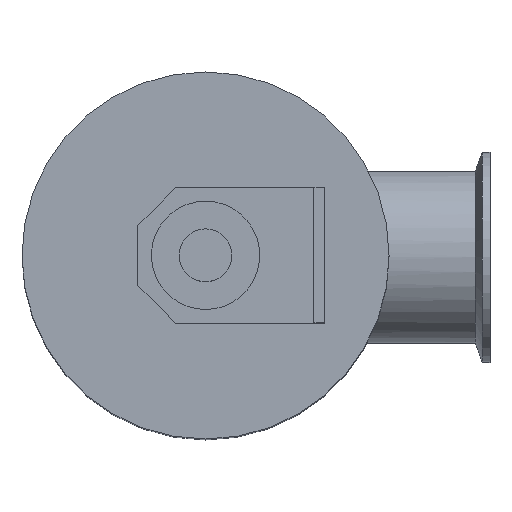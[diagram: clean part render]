
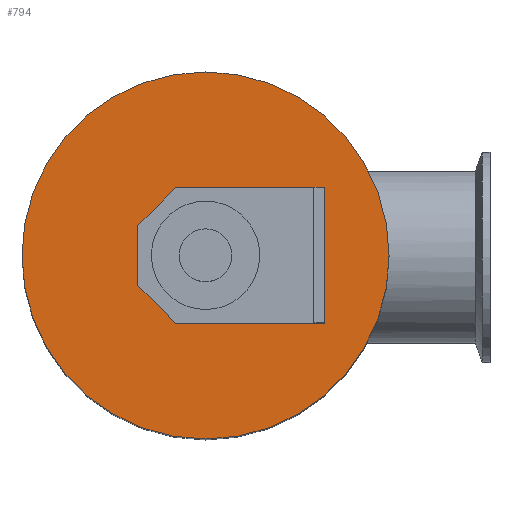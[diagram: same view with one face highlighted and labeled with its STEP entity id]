
A CAD part, top view. The second image highlights one B-rep face of the part: STEP entity #794.
In plain terms, the highlighted planar face has unit normal (0, 0, 1).
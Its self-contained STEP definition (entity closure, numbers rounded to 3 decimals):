
#52=PLANE('',#931);
#97=FACE_OUTER_BOUND('',#158,.T.);
#158=EDGE_LOOP('',(#614));
#219=CIRCLE('',#932,67.75);
#389=VERTEX_POINT('',#1638);
#471=EDGE_CURVE('',#389,#389,#219,.T.);
#614=ORIENTED_EDGE('',*,*,#471,.F.);
#794=ADVANCED_FACE('',(#97),#52,.T.);
#931=AXIS2_PLACEMENT_3D('',#1637,#1088,#1089);
#932=AXIS2_PLACEMENT_3D('',#1639,#1090,#1091);
#1088=DIRECTION('center_axis',(0.,0.,1.));
#1089=DIRECTION('ref_axis',(1.,0.,0.));
#1090=DIRECTION('center_axis',(0.,0.,-1.));
#1091=DIRECTION('ref_axis',(-1.,0.,0.));
#1637=CARTESIAN_POINT('Origin',(-33.875,0.,485.25));
#1638=CARTESIAN_POINT('',(67.75,0.,485.25));
#1639=CARTESIAN_POINT('Origin',(0.,0.,485.25));
